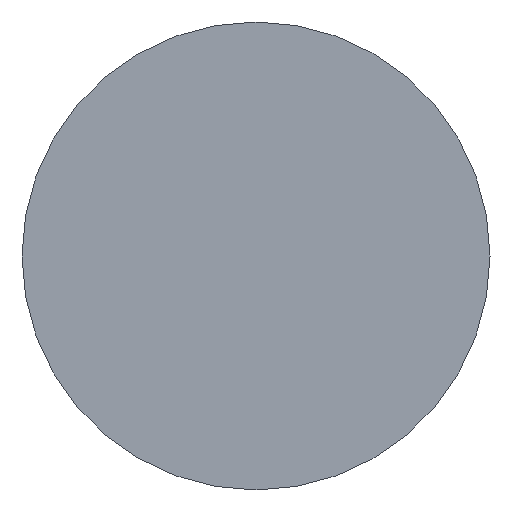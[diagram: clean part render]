
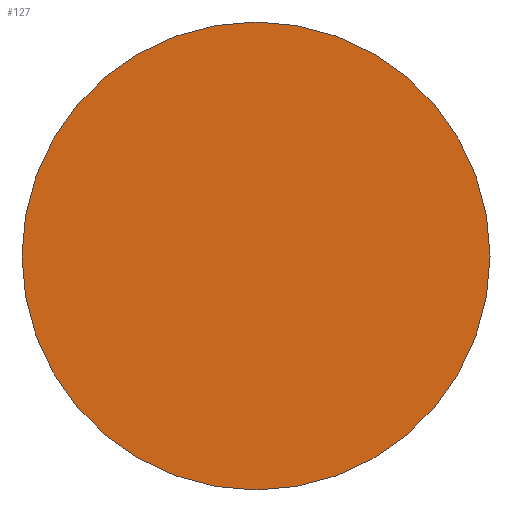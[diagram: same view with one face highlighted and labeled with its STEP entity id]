
A CAD part, left-side view. The second image highlights one B-rep face of the part: STEP entity #127.
In plain terms, the highlighted planar face has unit normal (-1, 0, 0).
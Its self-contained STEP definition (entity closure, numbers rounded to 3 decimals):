
#3 = VERTEX_POINT ( 'NONE', #17 ) ;
#8 = DIRECTION ( 'NONE',  ( -1., 0., 0. ) ) ;
#17 = CARTESIAN_POINT ( 'NONE',  ( -67.5, 3., 0. ) ) ;
#23 = DIRECTION ( 'NONE',  ( -1., 0., 0. ) ) ;
#29 = VERTEX_POINT ( 'NONE', #32 ) ;
#32 = CARTESIAN_POINT ( 'NONE',  ( -67.5, -3., 0. ) ) ;
#35 = DIRECTION ( 'NONE',  ( 0., 1., 0. ) ) ;
#36 = CARTESIAN_POINT ( 'NONE',  ( -67.5, 3., 0. ) ) ;
#53 = DIRECTION ( 'NONE',  ( 0., -1., 0. ) ) ;
#54 = DIRECTION ( 'NONE',  ( 0., -1., 0. ) ) ;
#77 = DIRECTION ( 'NONE',  ( 1., 0., 0. ) ) ;
#78 = AXIS2_PLACEMENT_3D ( 'NONE', #90, #8, #53 ) ;
#82 = AXIS2_PLACEMENT_3D ( 'NONE', #36, #77, #35 ) ;
#83 = EDGE_CURVE ( 'NONE', #3, #29, #143, .T. ) ;
#86 = EDGE_LOOP ( 'NONE', ( #98, #141 ) ) ;
#90 = CARTESIAN_POINT ( 'NONE',  ( -67.5, 0., 0. ) ) ;
#91 = CIRCLE ( 'NONE', #137, 3. ) ;
#98 = ORIENTED_EDGE ( 'NONE', *, *, #105, .T. ) ;
#105 = EDGE_CURVE ( 'NONE', #29, #3, #91, .T. ) ;
#127 = ADVANCED_FACE ( 'NONE', ( #135 ), #136, .F. ) ;
#135 = FACE_OUTER_BOUND ( 'NONE', #86, .T. ) ;
#136 = PLANE ( 'NONE',  #82 ) ;
#137 = AXIS2_PLACEMENT_3D ( 'NONE', #149, #23, #54 ) ;
#141 = ORIENTED_EDGE ( 'NONE', *, *, #83, .T. ) ;
#143 = CIRCLE ( 'NONE', #78, 3. ) ;
#149 = CARTESIAN_POINT ( 'NONE',  ( -67.5, 0., 0. ) ) ;
